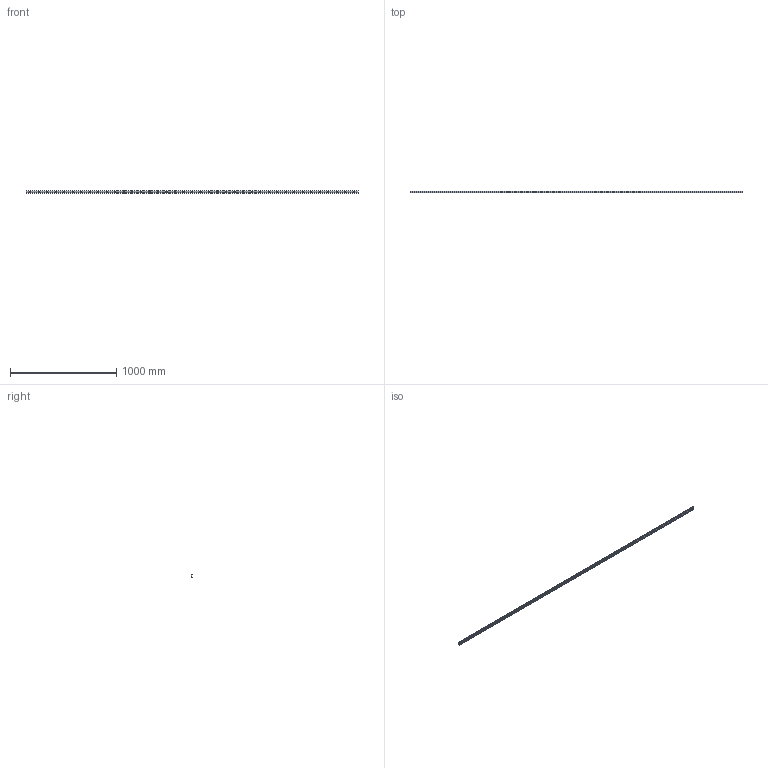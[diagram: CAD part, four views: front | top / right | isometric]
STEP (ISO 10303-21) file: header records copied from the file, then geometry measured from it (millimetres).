
FILE_DESCRIPTION((''),'2;1');
FILE_NAME('LCU 28H-3120.C.stp','2016-05-02T15:37:16',('MRathmann'),(''),'Autodesk Inventor 2012','Autodesk Inventor 2012','');
FILE_SCHEMA(('CONFIG_CONTROL_DESIGN'));
Length unit declared in the file: millimetre
Products named in the file (1): LCU 28H-3120.C
Bounding box: 3120 x 12.3 x 28 mm (x, y, z)
Volume: 470238.5 mm3; surface area: 297518.6 mm2
Topology: 1 solids, 1 shells, 139 faces, 294 edges, 196 vertices
Faces by surface type: cylinder 89, plane 50
Full cylindrical faces by diameter (mm): 6.4 x39, 11 x39
Entity records: 3618 total; most frequent: DIRECTION 674, CARTESIAN_POINT 552, ORIENTED_EDGE 432, EDGE_LOOP 334, AXIS2_PLACEMENT_3D 318, EDGE_CURVE 216, VERTEX_POINT 196, FACE_BOUND 195
